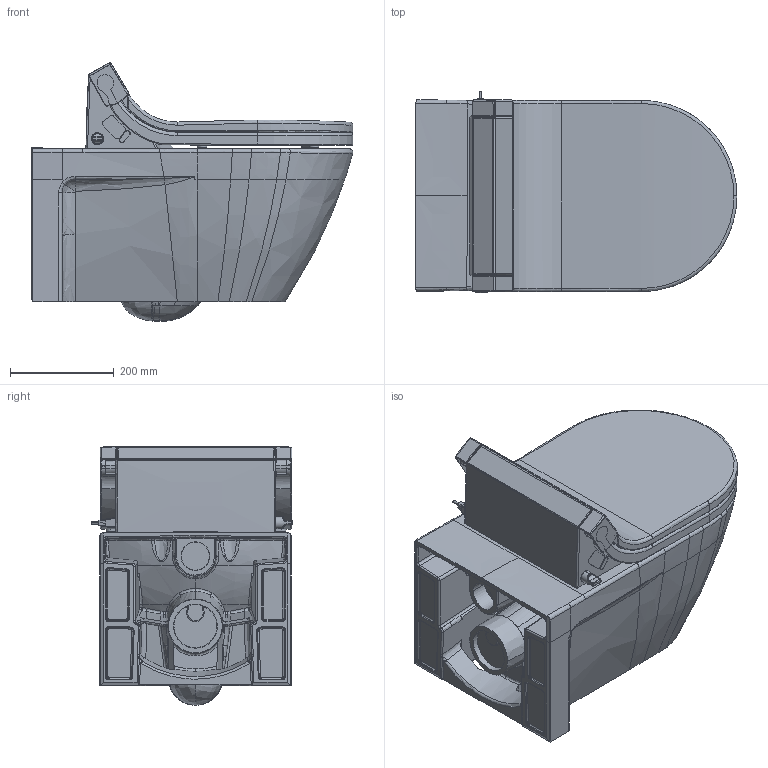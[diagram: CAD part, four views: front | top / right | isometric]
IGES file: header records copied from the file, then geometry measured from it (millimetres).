
Global section: file name: No Iges File Name specified; native system: Autodesk Inventor 2011; preprocessor: AutoDesk Inventor Iges Exporter R2011; author: Administrator; date: 20110608.193328; units: millimetre
Bounding box: 620.55 x 389.04 x 498.69 mm (x, y, z)
Volume: 32727047.6 mm3; surface area: 2335220.4 mm2
Topology: 20 solids, 20 shells, 1445 faces, 3602 edges, 2158 vertices
Faces by surface type: bspline 814, plane 241, cylinder 183, revolution 110, torus 61, sphere 21, cone 15
